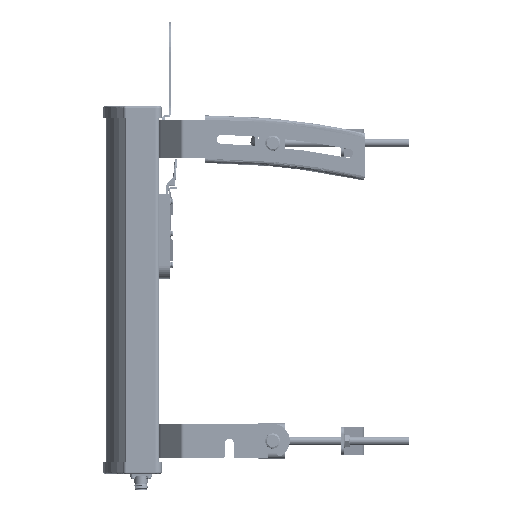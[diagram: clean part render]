
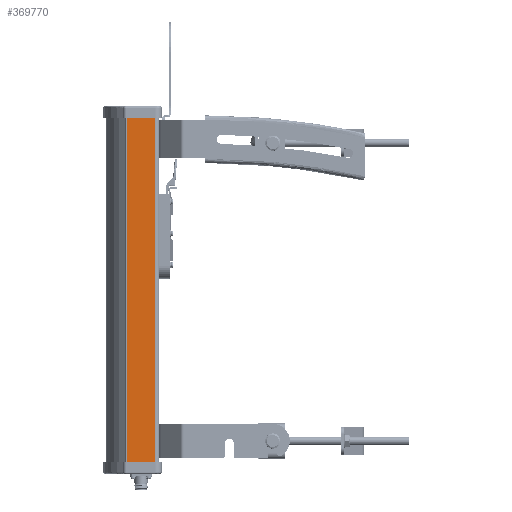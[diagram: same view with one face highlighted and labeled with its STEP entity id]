
A CAD part, left-side view. The second image highlights one B-rep face of the part: STEP entity #369770.
In plain terms, the highlighted planar face has unit normal (-1, 0, 0).
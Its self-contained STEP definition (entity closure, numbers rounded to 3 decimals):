
#6198 = CARTESIAN_POINT ( 'NONE',  ( 0., 5., -320. ) ) ;
#15631 = LINE ( 'NONE', #342037, #308316 ) ;
#17396 = PLANE ( 'NONE',  #259495 ) ;
#34151 = ORIENTED_EDGE ( 'NONE', *, *, #275742, .T. ) ;
#37835 = EDGE_CURVE ( 'NONE', #326653, #142216, #381366, .T. ) ;
#50721 = VECTOR ( 'NONE', #379467, 1000. ) ;
#63452 = DIRECTION ( 'NONE',  ( 0., 0., -1. ) ) ;
#79681 = LINE ( 'NONE', #249888, #228528 ) ;
#105086 = CARTESIAN_POINT ( 'NONE',  ( 0., 38., -320. ) ) ;
#110979 = EDGE_LOOP ( 'NONE', ( #126126, #34151, #178469, #133141 ) ) ;
#126126 = ORIENTED_EDGE ( 'NONE', *, *, #37835, .T. ) ;
#127809 = DIRECTION ( 'NONE',  ( 0., -1., 0. ) ) ;
#133141 = ORIENTED_EDGE ( 'NONE', *, *, #281772, .F. ) ;
#142216 = VERTEX_POINT ( 'NONE', #325803 ) ;
#145484 = FACE_OUTER_BOUND ( 'NONE', #110979, .T. ) ;
#149710 = VERTEX_POINT ( 'NONE', #6198 ) ;
#165128 = CARTESIAN_POINT ( 'NONE',  ( 0., 38., -745. ) ) ;
#178469 = ORIENTED_EDGE ( 'NONE', *, *, #373910, .F. ) ;
#204956 = DIRECTION ( 'NONE',  ( 0., 0., 1. ) ) ;
#228528 = VECTOR ( 'NONE', #127809, 1000. ) ;
#238054 = VERTEX_POINT ( 'NONE', #314213 ) ;
#249888 = CARTESIAN_POINT ( 'NONE',  ( 0., 38., -745. ) ) ;
#256864 = VECTOR ( 'NONE', #360357, 1000. ) ;
#259495 = AXIS2_PLACEMENT_3D ( 'NONE', #361631, #326865, #204956 ) ;
#275742 = EDGE_CURVE ( 'NONE', #142216, #238054, #79681, .T. ) ;
#281772 = EDGE_CURVE ( 'NONE', #326653, #149710, #338339, .T. ) ;
#304044 = CARTESIAN_POINT ( 'NONE',  ( 0., 19.2, -320. ) ) ;
#308316 = VECTOR ( 'NONE', #63452, 1000. ) ;
#314213 = CARTESIAN_POINT ( 'NONE',  ( 0., 5., -745. ) ) ;
#325803 = CARTESIAN_POINT ( 'NONE',  ( 0., 38., -745. ) ) ;
#326653 = VERTEX_POINT ( 'NONE', #105086 ) ;
#326865 = DIRECTION ( 'NONE',  ( -1., 0., 0. ) ) ;
#338339 = LINE ( 'NONE', #304044, #256864 ) ;
#342037 = CARTESIAN_POINT ( 'NONE',  ( 0., 5., -745. ) ) ;
#360357 = DIRECTION ( 'NONE',  ( 0., -1., 0. ) ) ;
#361631 = CARTESIAN_POINT ( 'NONE',  ( 0., 38., -745. ) ) ;
#369770 = ADVANCED_FACE ( 'NONE', ( #145484 ), #17396, .T. ) ;
#373910 = EDGE_CURVE ( 'NONE', #149710, #238054, #15631, .T. ) ;
#379467 = DIRECTION ( 'NONE',  ( 0., 0., -1. ) ) ;
#381366 = LINE ( 'NONE', #165128, #50721 ) ;
